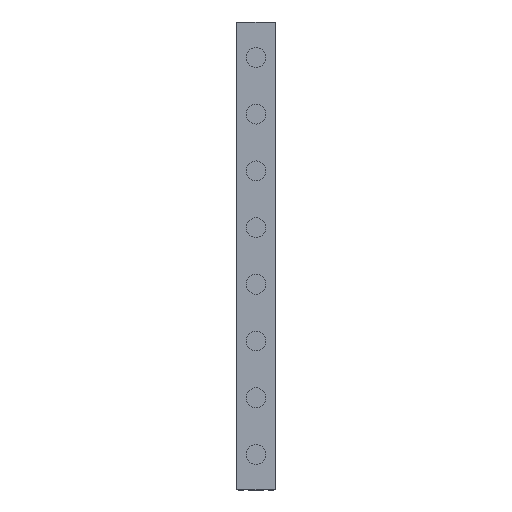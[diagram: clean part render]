
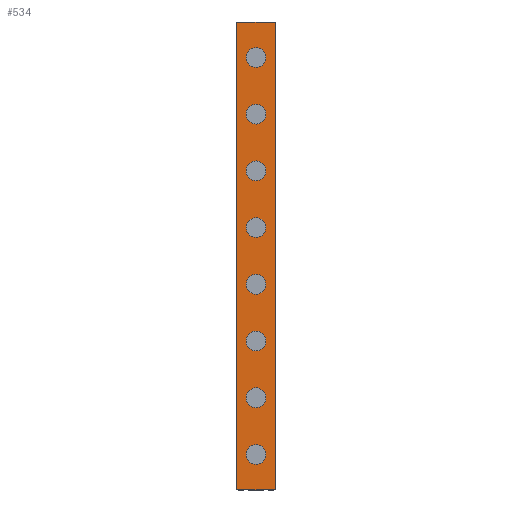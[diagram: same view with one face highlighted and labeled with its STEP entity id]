
A CAD part, top view. The second image highlights one B-rep face of the part: STEP entity #534.
In plain terms, the highlighted planar face has unit normal (0, 0, 1).
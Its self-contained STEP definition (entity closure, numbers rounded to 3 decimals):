
#534=ADVANCED_FACE('',(#1099,#1100,#1101,#1102,#1103,#1104,#1105,#1106,#1107),#1108,.T.);
#1099=FACE_BOUND('',#1696,.T.);
#1100=FACE_BOUND('',#1697,.T.);
#1101=FACE_BOUND('',#1698,.T.);
#1102=FACE_BOUND('',#1699,.T.);
#1103=FACE_BOUND('',#1700,.T.);
#1104=FACE_BOUND('',#1701,.T.);
#1105=FACE_BOUND('',#1702,.T.);
#1106=FACE_BOUND('',#1703,.T.);
#1107=FACE_OUTER_BOUND('',#1704,.T.);
#1108=PLANE('',#1705);
#1696=EDGE_LOOP('',(#3242,#3243));
#1697=EDGE_LOOP('',(#3244,#3245));
#1698=EDGE_LOOP('',(#3246,#3247));
#1699=EDGE_LOOP('',(#3248,#3249));
#1700=EDGE_LOOP('',(#3250,#3251));
#1701=EDGE_LOOP('',(#3252,#3253));
#1702=EDGE_LOOP('',(#3254,#3255));
#1703=EDGE_LOOP('',(#3256,#3257));
#1704=EDGE_LOOP('',(#3258,#3259,#3260,#3261));
#1705=AXIS2_PLACEMENT_3D('',#3262,#3263,#3264);
#3242=ORIENTED_EDGE('',*,*,#3559,.T.);
#3243=ORIENTED_EDGE('',*,*,#3993,.T.);
#3244=ORIENTED_EDGE('',*,*,#3549,.T.);
#3245=ORIENTED_EDGE('',*,*,#3999,.T.);
#3246=ORIENTED_EDGE('',*,*,#3539,.T.);
#3247=ORIENTED_EDGE('',*,*,#4005,.T.);
#3248=ORIENTED_EDGE('',*,*,#3529,.T.);
#3249=ORIENTED_EDGE('',*,*,#4011,.T.);
#3250=ORIENTED_EDGE('',*,*,#3519,.T.);
#3251=ORIENTED_EDGE('',*,*,#4017,.T.);
#3252=ORIENTED_EDGE('',*,*,#3509,.T.);
#3253=ORIENTED_EDGE('',*,*,#4023,.T.);
#3254=ORIENTED_EDGE('',*,*,#3499,.T.);
#3255=ORIENTED_EDGE('',*,*,#4029,.T.);
#3256=ORIENTED_EDGE('',*,*,#3489,.T.);
#3257=ORIENTED_EDGE('',*,*,#4035,.T.);
#3258=ORIENTED_EDGE('',*,*,#3968,.T.);
#3259=ORIENTED_EDGE('',*,*,#4090,.F.);
#3260=ORIENTED_EDGE('',*,*,#3830,.F.);
#3261=ORIENTED_EDGE('',*,*,#4088,.T.);
#3262=CARTESIAN_POINT('',(0.,330.0,28.));
#3263=DIRECTION('',(0.0,0.0,1.0));
#3264=DIRECTION('',(-1.0,0.0,-0.0));
#3489=EDGE_CURVE('',#4154,#4151,#4155,.T.);
#3499=EDGE_CURVE('',#4172,#4169,#4173,.T.);
#3509=EDGE_CURVE('',#4190,#4187,#4191,.T.);
#3519=EDGE_CURVE('',#4208,#4205,#4209,.T.);
#3529=EDGE_CURVE('',#4226,#4223,#4227,.T.);
#3539=EDGE_CURVE('',#4244,#4241,#4245,.T.);
#3549=EDGE_CURVE('',#4262,#4259,#4263,.T.);
#3559=EDGE_CURVE('',#4280,#4277,#4281,.T.);
#3830=EDGE_CURVE('',#4685,#4687,#4688,.T.);
#3968=EDGE_CURVE('',#4918,#4916,#4919,.T.);
#3993=EDGE_CURVE('',#4277,#4280,#4966,.T.);
#3999=EDGE_CURVE('',#4259,#4262,#4972,.T.);
#4005=EDGE_CURVE('',#4241,#4244,#4978,.T.);
#4011=EDGE_CURVE('',#4223,#4226,#4984,.T.);
#4017=EDGE_CURVE('',#4205,#4208,#4990,.T.);
#4023=EDGE_CURVE('',#4187,#4190,#4996,.T.);
#4029=EDGE_CURVE('',#4169,#4172,#5002,.T.);
#4035=EDGE_CURVE('',#4151,#4154,#5008,.T.);
#4088=EDGE_CURVE('',#4685,#4918,#5061,.T.);
#4090=EDGE_CURVE('',#4687,#4916,#5063,.T.);
#4151=VERTEX_POINT('',#5126);
#4154=VERTEX_POINT('',#5130);
#4155=CIRCLE('',#5131,7.0);
#4169=VERTEX_POINT('',#5148);
#4172=VERTEX_POINT('',#5152);
#4173=CIRCLE('',#5153,7.0);
#4187=VERTEX_POINT('',#5170);
#4190=VERTEX_POINT('',#5174);
#4191=CIRCLE('',#5175,7.0);
#4205=VERTEX_POINT('',#5192);
#4208=VERTEX_POINT('',#5196);
#4209=CIRCLE('',#5197,7.0);
#4223=VERTEX_POINT('',#5214);
#4226=VERTEX_POINT('',#5218);
#4227=CIRCLE('',#5219,7.0);
#4241=VERTEX_POINT('',#5236);
#4244=VERTEX_POINT('',#5240);
#4245=CIRCLE('',#5241,7.0);
#4259=VERTEX_POINT('',#5258);
#4262=VERTEX_POINT('',#5262);
#4263=CIRCLE('',#5263,7.0);
#4277=VERTEX_POINT('',#5280);
#4280=VERTEX_POINT('',#5284);
#4281=CIRCLE('',#5285,7.0);
#4685=VERTEX_POINT('',#5835);
#4687=VERTEX_POINT('',#5838);
#4688=LINE('',#5839,#5840);
#4916=VERTEX_POINT('',#6162);
#4918=VERTEX_POINT('',#6165);
#4919=LINE('',#6166,#6167);
#4966=CIRCLE('',#6228,7.0);
#4972=CIRCLE('',#6234,7.0);
#4978=CIRCLE('',#6240,7.0);
#4984=CIRCLE('',#6246,7.0);
#4990=CIRCLE('',#6252,7.0);
#4996=CIRCLE('',#6258,7.0);
#5002=CIRCLE('',#6264,7.0);
#5008=CIRCLE('',#6270,7.0);
#5061=LINE('',#6347,#6348);
#5063=LINE('',#6350,#6351);
#5126=CARTESIAN_POINT('',(7.0,25.0,28.));
#5130=CARTESIAN_POINT('',(-7.0,25.0,28.));
#5131=AXIS2_PLACEMENT_3D('',#6435,#6436,#6437);
#5148=CARTESIAN_POINT('',(7.0,65.0,28.));
#5152=CARTESIAN_POINT('',(-7.0,65.0,28.));
#5153=AXIS2_PLACEMENT_3D('',#6451,#6452,#6453);
#5170=CARTESIAN_POINT('',(7.0,105.0,28.));
#5174=CARTESIAN_POINT('',(-7.0,105.0,28.));
#5175=AXIS2_PLACEMENT_3D('',#6467,#6468,#6469);
#5192=CARTESIAN_POINT('',(7.0,145.0,28.));
#5196=CARTESIAN_POINT('',(-7.0,145.0,28.));
#5197=AXIS2_PLACEMENT_3D('',#6483,#6484,#6485);
#5214=CARTESIAN_POINT('',(7.0,185.0,28.));
#5218=CARTESIAN_POINT('',(-7.0,185.0,28.));
#5219=AXIS2_PLACEMENT_3D('',#6499,#6500,#6501);
#5236=CARTESIAN_POINT('',(7.0,225.0,28.));
#5240=CARTESIAN_POINT('',(-7.0,225.0,28.));
#5241=AXIS2_PLACEMENT_3D('',#6515,#6516,#6517);
#5258=CARTESIAN_POINT('',(7.0,265.0,28.));
#5262=CARTESIAN_POINT('',(-7.0,265.0,28.));
#5263=AXIS2_PLACEMENT_3D('',#6531,#6532,#6533);
#5280=CARTESIAN_POINT('',(7.0,305.0,28.));
#5284=CARTESIAN_POINT('',(-7.0,305.0,28.));
#5285=AXIS2_PLACEMENT_3D('',#6547,#6548,#6549);
#5835=CARTESIAN_POINT('',(-13.5,330.0,28.));
#5838=CARTESIAN_POINT('',(13.5,330.0,28.));
#5839=CARTESIAN_POINT('',(-13.5,330.0,28.));
#5840=VECTOR('',#6847,1.0);
#6162=CARTESIAN_POINT('',(13.5,0.0,28.));
#6165=CARTESIAN_POINT('',(-13.5,0.0,28.));
#6166=CARTESIAN_POINT('',(-13.5,0.0,28.));
#6167=VECTOR('',#6997,1.0);
#6228=AXIS2_PLACEMENT_3D('',#7039,#7040,#7041);
#6234=AXIS2_PLACEMENT_3D('',#7048,#7049,#7050);
#6240=AXIS2_PLACEMENT_3D('',#7057,#7058,#7059);
#6246=AXIS2_PLACEMENT_3D('',#7066,#7067,#7068);
#6252=AXIS2_PLACEMENT_3D('',#7075,#7076,#7077);
#6258=AXIS2_PLACEMENT_3D('',#7084,#7085,#7086);
#6264=AXIS2_PLACEMENT_3D('',#7093,#7094,#7095);
#6270=AXIS2_PLACEMENT_3D('',#7102,#7103,#7104);
#6347=CARTESIAN_POINT('',(-13.5,330.0,28.));
#6348=VECTOR('',#7135,1.0);
#6350=CARTESIAN_POINT('',(13.5,330.0,28.));
#6351=VECTOR('',#7136,1.0);
#6435=CARTESIAN_POINT('',(0.0,25.0,28.));
#6436=DIRECTION('',(0.0,0.0,-1.0));
#6437=DIRECTION('',(1.0,0.0,0.0));
#6451=CARTESIAN_POINT('',(0.0,65.0,28.));
#6452=DIRECTION('',(0.0,0.0,-1.0));
#6453=DIRECTION('',(1.0,0.0,0.0));
#6467=CARTESIAN_POINT('',(0.0,105.0,28.));
#6468=DIRECTION('',(0.0,0.0,-1.0));
#6469=DIRECTION('',(1.0,0.0,0.0));
#6483=CARTESIAN_POINT('',(0.0,145.0,28.));
#6484=DIRECTION('',(0.0,0.0,-1.0));
#6485=DIRECTION('',(1.0,0.0,0.0));
#6499=CARTESIAN_POINT('',(0.0,185.0,28.));
#6500=DIRECTION('',(0.0,0.0,-1.0));
#6501=DIRECTION('',(1.0,0.0,0.0));
#6515=CARTESIAN_POINT('',(0.0,225.0,28.));
#6516=DIRECTION('',(0.0,0.0,-1.0));
#6517=DIRECTION('',(1.0,0.0,0.0));
#6531=CARTESIAN_POINT('',(0.0,265.0,28.));
#6532=DIRECTION('',(0.0,0.0,-1.0));
#6533=DIRECTION('',(1.0,0.0,0.0));
#6547=CARTESIAN_POINT('',(0.0,305.0,28.));
#6548=DIRECTION('',(0.0,0.0,-1.0));
#6549=DIRECTION('',(1.0,0.0,0.0));
#6847=DIRECTION('',(1.0,0.0,0.0));
#6997=DIRECTION('',(1.0,0.0,0.0));
#7039=CARTESIAN_POINT('',(0.0,305.0,28.));
#7040=DIRECTION('',(0.0,0.0,-1.0));
#7041=DIRECTION('',(1.0,0.0,0.0));
#7048=CARTESIAN_POINT('',(0.0,265.0,28.));
#7049=DIRECTION('',(0.0,0.0,-1.0));
#7050=DIRECTION('',(1.0,0.0,0.0));
#7057=CARTESIAN_POINT('',(0.0,225.0,28.));
#7058=DIRECTION('',(0.0,0.0,-1.0));
#7059=DIRECTION('',(1.0,0.0,0.0));
#7066=CARTESIAN_POINT('',(0.0,185.0,28.));
#7067=DIRECTION('',(0.0,0.0,-1.0));
#7068=DIRECTION('',(1.0,0.0,0.0));
#7075=CARTESIAN_POINT('',(0.0,145.0,28.));
#7076=DIRECTION('',(0.0,0.0,-1.0));
#7077=DIRECTION('',(1.0,0.0,0.0));
#7084=CARTESIAN_POINT('',(0.0,105.0,28.));
#7085=DIRECTION('',(0.0,0.0,-1.0));
#7086=DIRECTION('',(1.0,0.0,0.0));
#7093=CARTESIAN_POINT('',(0.0,65.0,28.));
#7094=DIRECTION('',(0.0,0.0,-1.0));
#7095=DIRECTION('',(1.0,0.0,0.0));
#7102=CARTESIAN_POINT('',(0.0,25.0,28.));
#7103=DIRECTION('',(0.0,0.0,-1.0));
#7104=DIRECTION('',(1.0,0.0,0.0));
#7135=DIRECTION('',(0.0,-1.0,0.0));
#7136=DIRECTION('',(0.0,-1.0,0.0));
